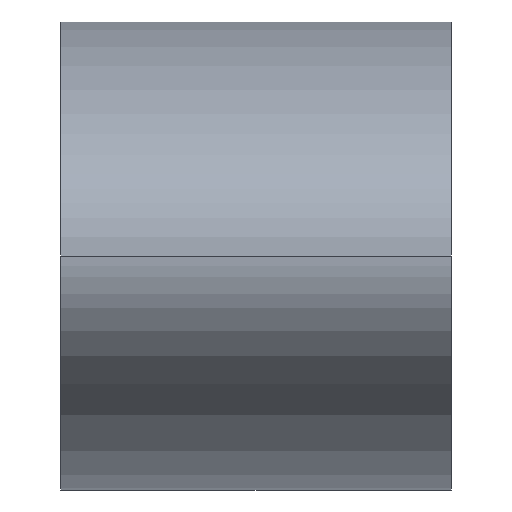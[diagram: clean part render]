
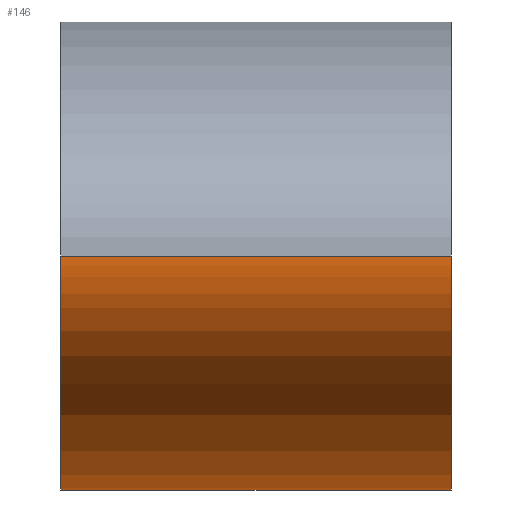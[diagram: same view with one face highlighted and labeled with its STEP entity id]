
A CAD part, left-side view. The second image highlights one B-rep face of the part: STEP entity #146.
In plain terms, the highlighted face is a extrusion surface.
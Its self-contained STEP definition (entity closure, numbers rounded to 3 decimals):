
#1=CARTESIAN_POINT('',(120.,0.,0.));
#2=CARTESIAN_POINT('',(120.,0.,-1.768));
#3=CARTESIAN_POINT('',(119.372,0.,-5.436));
#4=CARTESIAN_POINT('',(116.188,0.,-11.077));
#5=CARTESIAN_POINT('',(110.599,0.,-16.514));
#6=CARTESIAN_POINT('',(102.733,0.,-21.366));
#7=CARTESIAN_POINT('',(93.027,0.,-25.3));
#8=CARTESIAN_POINT('',(83.966,0.,-27.628));
#9=CARTESIAN_POINT('',(76.512,0.,-28.891));
#10=CARTESIAN_POINT('',(70.906,0.,-29.546));
#11=CARTESIAN_POINT('',(66.293,0.,-29.859));
#12=CARTESIAN_POINT('',(62.666,0.,-29.98));
#13=CARTESIAN_POINT('',(60.,0.,-30.01));
#14=CARTESIAN_POINT('',(57.334,0.,-29.98));
#15=CARTESIAN_POINT('',(53.707,0.,-29.859));
#16=CARTESIAN_POINT('',(49.094,0.,-29.546));
#17=CARTESIAN_POINT('',(43.488,0.,-28.891));
#18=CARTESIAN_POINT('',(36.034,0.,-27.628));
#19=CARTESIAN_POINT('',(26.973,0.,-25.3));
#20=CARTESIAN_POINT('',(17.267,0.,-21.366));
#21=CARTESIAN_POINT('',(9.401,0.,-16.514));
#22=CARTESIAN_POINT('',(3.812,0.,-11.077));
#23=CARTESIAN_POINT('',(0.628,0.,-5.436));
#24=CARTESIAN_POINT('',(0.,0.,-1.768));
#25=CARTESIAN_POINT('',(0.,0.,0.));
#53=DIRECTION('',(0.,1.,0.));
#54=VECTOR('',#53,50.);
#55=CARTESIAN_POINT('',(120.,0.,0.));
#56=LINE('',#55,#54);
#57=DIRECTION('',(0.,1.,0.));
#58=VECTOR('',#57,50.);
#59=CARTESIAN_POINT('',(0.,0.,0.));
#60=LINE('',#59,#58);
#61=CARTESIAN_POINT('',(120.,50.,0.));
#62=CARTESIAN_POINT('',(120.,50.,-1.768));
#63=CARTESIAN_POINT('',(119.372,50.,-5.436));
#64=CARTESIAN_POINT('',(116.188,50.,-11.077));
#65=CARTESIAN_POINT('',(110.599,50.,-16.514));
#66=CARTESIAN_POINT('',(102.733,50.,-21.366));
#67=CARTESIAN_POINT('',(93.027,50.,-25.3));
#68=CARTESIAN_POINT('',(83.966,50.,-27.628));
#69=CARTESIAN_POINT('',(76.512,50.,-28.891));
#70=CARTESIAN_POINT('',(70.906,50.,-29.546));
#71=CARTESIAN_POINT('',(66.293,50.,-29.859));
#72=CARTESIAN_POINT('',(62.666,50.,-29.98));
#73=CARTESIAN_POINT('',(60.,50.,-30.01));
#74=CARTESIAN_POINT('',(57.334,50.,-29.98));
#75=CARTESIAN_POINT('',(53.707,50.,-29.859));
#76=CARTESIAN_POINT('',(49.094,50.,-29.546));
#77=CARTESIAN_POINT('',(43.488,50.,-28.891));
#78=CARTESIAN_POINT('',(36.034,50.,-27.628));
#79=CARTESIAN_POINT('',(26.973,50.,-25.3));
#80=CARTESIAN_POINT('',(17.267,50.,-21.366));
#81=CARTESIAN_POINT('',(9.401,50.,-16.514));
#82=CARTESIAN_POINT('',(3.812,50.,-11.077));
#83=CARTESIAN_POINT('',(0.628,50.,-5.436));
#84=CARTESIAN_POINT('',(0.,50.,-1.768));
#85=CARTESIAN_POINT('',(0.,50.,0.));
#113=VERTEX_POINT('',#1);
#114=VERTEX_POINT('',#25);
#115=VERTEX_POINT('',#61);
#116=VERTEX_POINT('',#85);
#129=CARTESIAN_POINT('',(60.,0.,0.));
#130=DIRECTION('',(0.,1.,0.));
#131=DIRECTION('',(1.,0.,0.));
#132=AXIS2_PLACEMENT_3D('',#129,#130,#131);
#134=DIRECTION('',(0.,1.,0.));
#135=VECTOR('',#134,1.);
#136=SURFACE_OF_LINEAR_EXTRUSION('',#133,#135);
#137=ORIENTED_EDGE('',*,*,#122,.F.);
#139=ORIENTED_EDGE('',*,*,#138,.T.);
#141=ORIENTED_EDGE('',*,*,#140,.T.);
#143=ORIENTED_EDGE('',*,*,#142,.F.);
#144=EDGE_LOOP('',(#137,#139,#141,#143));
#145=FACE_OUTER_BOUND('',#144,.F.);
#146=ADVANCED_FACE('',(#145),#136,.T.);
#26=B_SPLINE_CURVE_WITH_KNOTS('',3,(#1,#2,#3,#4,#5,#6,#7,#8,#9,#10,#11,#12,#13,
#14,#15,#16,#17,#18,#19,#20,#21,#22,#23,#24,#25),.UNSPECIFIED.,.F.,.F.,(4,1,1,1,
1,1,1,1,1,1,1,1,1,1,1,1,1,1,1,1,1,1,4),(0.,0.063,0.125,0.188,0.25,
0.313,0.375,0.406,0.438,0.469,0.484,0.5,0.516,
0.531,0.563,0.594,0.625,0.688,0.75,0.813,0.875,0.938,
1.),.UNSPECIFIED.);
#86=B_SPLINE_CURVE_WITH_KNOTS('',3,(#61,#62,#63,#64,#65,#66,#67,#68,#69,#70,#71,
#72,#73,#74,#75,#76,#77,#78,#79,#80,#81,#82,#83,#84,#85),.UNSPECIFIED.,.F.,.F.,(
4,1,1,1,1,1,1,1,1,1,1,1,1,1,1,1,1,1,1,1,1,1,4),(0.,0.063,0.125,0.188,
0.25,0.313,0.375,0.406,0.438,0.469,0.484,0.5,
0.516,0.531,0.563,0.594,0.625,0.688,0.75,0.813,
0.875,0.938,1.),.UNSPECIFIED.);
#122=EDGE_CURVE('',#113,#114,#26,.T.);
#133=ELLIPSE('',#132,60.,30.);
#138=EDGE_CURVE('',#113,#115,#56,.T.);
#140=EDGE_CURVE('',#115,#116,#86,.T.);
#142=EDGE_CURVE('',#114,#116,#60,.T.);
